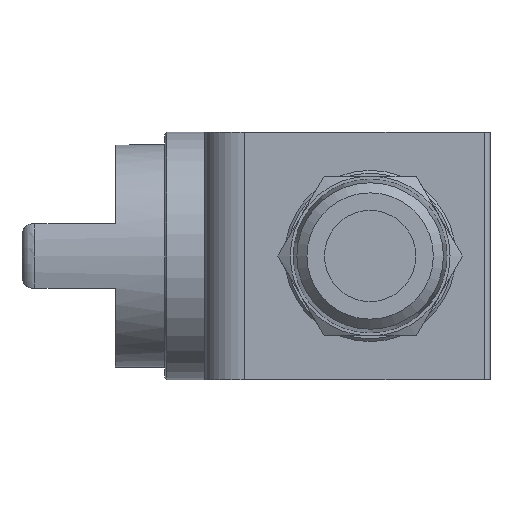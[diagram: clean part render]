
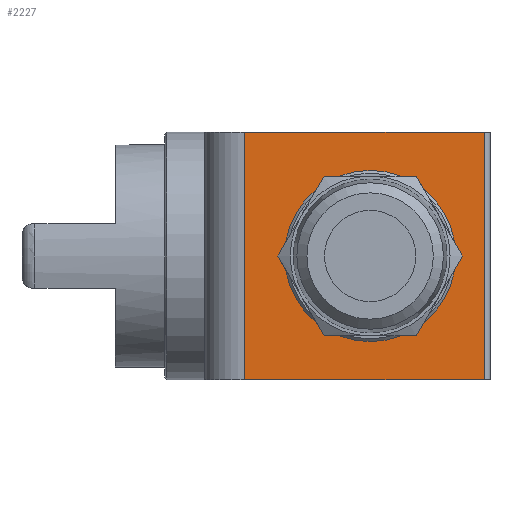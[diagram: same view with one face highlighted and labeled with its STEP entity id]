
A CAD part, left-side view. The second image highlights one B-rep face of the part: STEP entity #2227.
In plain terms, the highlighted planar face has unit normal (-1, 0, 0).
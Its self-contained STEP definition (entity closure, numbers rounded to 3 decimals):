
#77=LINE('',#3199,#161);
#78=LINE('',#3202,#162);
#79=LINE('',#3204,#163);
#80=LINE('',#3206,#164);
#161=VECTOR('',#2619,1000.);
#162=VECTOR('',#2620,1000.);
#163=VECTOR('',#2621,1000.);
#164=VECTOR('',#2622,1000.);
#218=PLANE('',#2357);
#282=CIRCLE('',#2358,7.5);
#422=ORIENTED_EDGE('',*,*,#858,.F.);
#423=ORIENTED_EDGE('',*,*,#859,.T.);
#424=ORIENTED_EDGE('',*,*,#860,.F.);
#425=ORIENTED_EDGE('',*,*,#861,.F.);
#426=ORIENTED_EDGE('',*,*,#862,.T.);
#858=EDGE_CURVE('',#1065,#1065,#282,.F.);
#859=EDGE_CURVE('',#1066,#1067,#77,.T.);
#860=EDGE_CURVE('',#1068,#1067,#78,.T.);
#861=EDGE_CURVE('',#1069,#1068,#79,.T.);
#862=EDGE_CURVE('',#1069,#1066,#80,.T.);
#1065=VERTEX_POINT('',#3198);
#1066=VERTEX_POINT('',#3200);
#1067=VERTEX_POINT('',#3201);
#1068=VERTEX_POINT('',#3203);
#1069=VERTEX_POINT('',#3205);
#1216=EDGE_LOOP('',(#422));
#1217=EDGE_LOOP('',(#423,#424,#425,#426));
#1348=FACE_BOUND('',#1216,.T.);
#1349=FACE_BOUND('',#1217,.T.);
#2227=ADVANCED_FACE('',(#1348,#1349),#218,.F.);
#2357=AXIS2_PLACEMENT_3D('',#3196,#2615,#2616);
#2358=AXIS2_PLACEMENT_3D('',#3197,#2617,#2618);
#2615=DIRECTION('',(1.,0.,0.));
#2616=DIRECTION('',(0.,0.,-1.));
#2617=DIRECTION('',(1.,0.,0.));
#2618=DIRECTION('',(0.,0.,-1.));
#2619=DIRECTION('',(0.,-1.,0.));
#2620=DIRECTION('',(0.,0.,-1.));
#2621=DIRECTION('',(0.,-1.,0.));
#2622=DIRECTION('',(0.,0.,-1.));
#3196=CARTESIAN_POINT('',(-15.5,11.,10.85));
#3197=CARTESIAN_POINT('',(-15.5,0.,0.));
#3198=CARTESIAN_POINT('',(-15.5,0.,-7.5));
#3199=CARTESIAN_POINT('',(-15.5,11.,-10.85));
#3200=CARTESIAN_POINT('',(-15.5,11.,-10.85));
#3201=CARTESIAN_POINT('',(-15.5,-10.,-10.85));
#3202=CARTESIAN_POINT('',(-15.5,-10.,10.85));
#3203=CARTESIAN_POINT('',(-15.5,-10.,10.85));
#3204=CARTESIAN_POINT('',(-15.5,11.,10.85));
#3205=CARTESIAN_POINT('',(-15.5,11.,10.85));
#3206=CARTESIAN_POINT('',(-15.5,11.,10.85));
